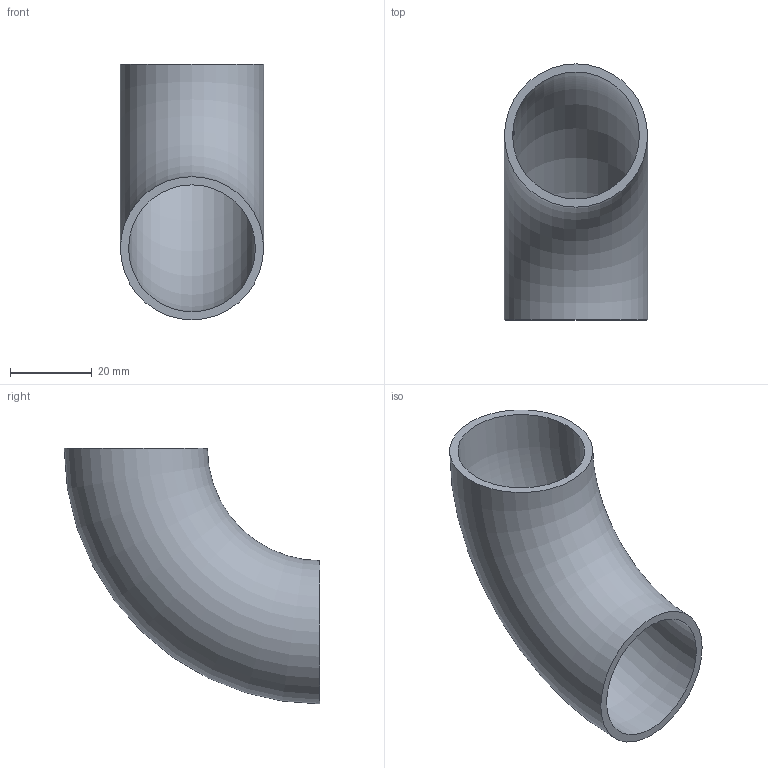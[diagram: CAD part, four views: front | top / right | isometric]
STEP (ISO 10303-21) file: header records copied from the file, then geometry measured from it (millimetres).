
FILE_DESCRIPTION (( 'STEP AP203' ), '1' );
FILE_NAME ('55167-240.STEP', '2023-06-02T11:14:31', ( '' ), ( '' ), 'SwSTEP 2.0', 'SolidWorks 2018', '' );
FILE_SCHEMA (( 'CONFIG_CONTROL_DESIGN' ));
Length unit declared in the file: millimetre
Products named in the file (1): 55167-240
Bounding box: 35 x 62.5 x 62.5 mm (x, y, z)
Volume: 14655.8 mm3; surface area: 15080.4 mm2
Topology: 1 solids, 1 shells, 219 faces, 582 edges, 388 vertices
Faces by surface type: plane 106, bspline 88, torus 25
Entity records: 10839 total; most frequent: CARTESIAN_POINT 6328, ORIENTED_EDGE 1160, EDGE_CURVE 580, DIRECTION 464, VERTEX_POINT 388, B_SPLINE_CURVE_WITH_KNOTS 384, EDGE_LOOP 246, FACE_OUTER_BOUND 221
